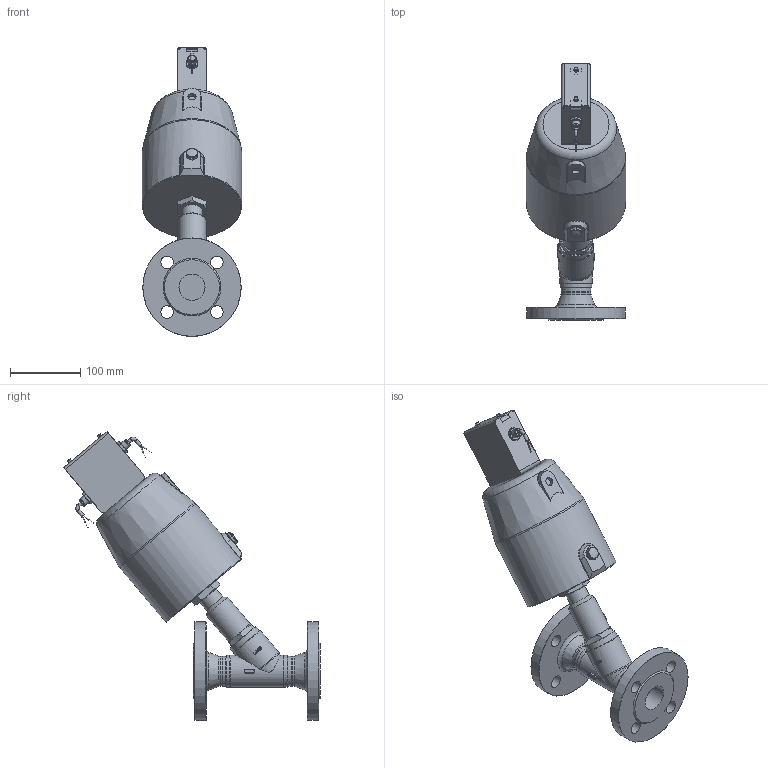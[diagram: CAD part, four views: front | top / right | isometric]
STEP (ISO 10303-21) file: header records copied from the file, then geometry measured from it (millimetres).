
FILE_DESCRIPTION(/* description */ ('3D-Modell'),/* implementation_level */ '2;1');
FILE_NAME(/* name */ '063.007641_2-977-26-0804-8116-FL-EO.stp',/* time_stamp */ '2024-10-31T12:12:37+01:00',/* author */ ('CBeuthner'),/* organization */ (''),/* preprocessor_version */ 'ST-DEVELOPER v16.1',/* originating_system */ 'Autodesk Inventor 2016',/* authorisation */ '');
FILE_SCHEMA (('CONFIG_CONTROL_DESIGN'));
Length unit declared in the file: millimetre
Products named in the file (1): 88-006642
Bounding box: 141 x 363.89 x 410.63 mm (x, y, z)
Volume: 3433812.1 mm3; surface area: 266263.9 mm2
Topology: 1 solids, 1 shells, 516 faces, 1269 edges, 790 vertices
Faces by surface type: plane 220, cylinder 108, cone 100, bspline 69, torus 18, sphere 1
Full cylindrical faces by diameter (mm): 0.67 x4, 1.5 x4, 3 x4, 5 x4, 5.5 x2, 11.445 x1, 11.95 x2, 12 x6, 17 x2, 18 x8, 30 x1, 37.2 x2, 40 x1, 42.38 x2, 42.4 x4, 45 x2, 46 x1, 48 x1, 50.5 x1, 140 x2, 141 x1
Entity records: 37029 total; most frequent: CARTESIAN_POINT 25639, ORIENTED_EDGE 2276, DIRECTION 1999, EDGE_CURVE 1138, AXIS2_PLACEMENT_3D 797, VERTEX_POINT 756, EDGE_LOOP 682, FACE_OUTER_BOUND 516
